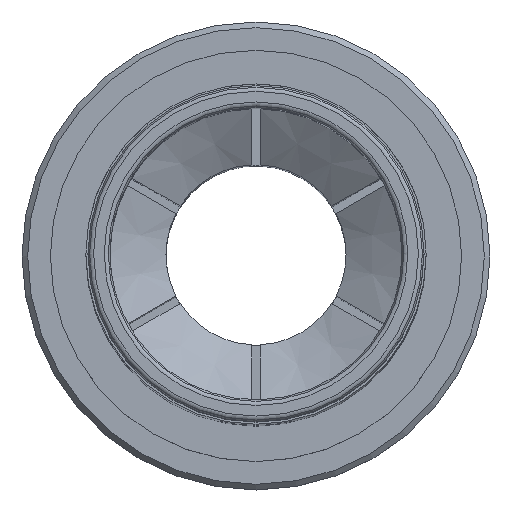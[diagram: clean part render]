
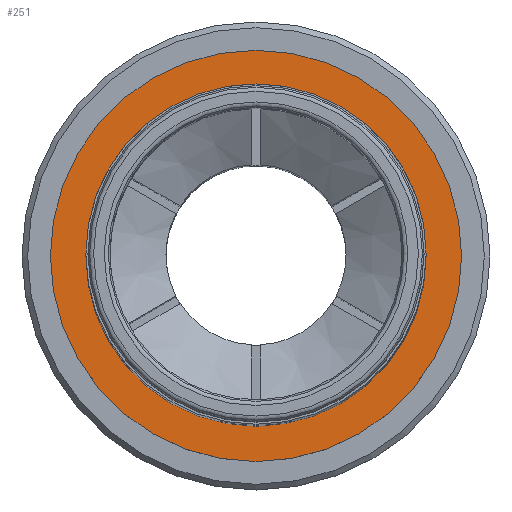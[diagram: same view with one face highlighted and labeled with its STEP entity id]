
A CAD part, top view. The second image highlights one B-rep face of the part: STEP entity #251.
In plain terms, the highlighted planar face has unit normal (0, 0, 1).
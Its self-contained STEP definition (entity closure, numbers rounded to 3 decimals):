
#251=ADVANCED_FACE('',(#322,#323),#298,.F.);
#298=PLANE('',#999);
#322=FACE_BOUND('',#362,.T.);
#323=FACE_BOUND('',#363,.T.);
#362=EDGE_LOOP('',(#432));
#363=EDGE_LOOP('',(#433));
#432=ORIENTED_EDGE('',*,*,#792,.T.);
#433=ORIENTED_EDGE('',*,*,#793,.T.);
#696=VERTEX_POINT('',#1336);
#697=VERTEX_POINT('',#1338);
#792=EDGE_CURVE('',#696,#696,#924,.T.);
#793=EDGE_CURVE('',#697,#697,#925,.T.);
#924=CIRCLE('',#997,7.25);
#925=CIRCLE('',#998,6.);
#997=AXIS2_PLACEMENT_3D('',#1335,#1095,#1096);
#998=AXIS2_PLACEMENT_3D('',#1337,#1097,#1098);
#999=AXIS2_PLACEMENT_3D('',#1339,#1099,#1100);
#1095=DIRECTION('',(0.,0.,1.));
#1096=DIRECTION('',(-1.,0.,0.));
#1097=DIRECTION('',(0.,0.,-1.));
#1098=DIRECTION('',(-1.,0.,0.));
#1099=DIRECTION('',(0.,0.,-1.));
#1100=DIRECTION('',(1.,0.,0.));
#1335=CARTESIAN_POINT('',(0.,0.,0.));
#1336=CARTESIAN_POINT('',(-7.25,0.,0.));
#1337=CARTESIAN_POINT('',(0.,0.,0.));
#1338=CARTESIAN_POINT('',(-6.,0.,0.));
#1339=CARTESIAN_POINT('',(0.,5.65,0.));
